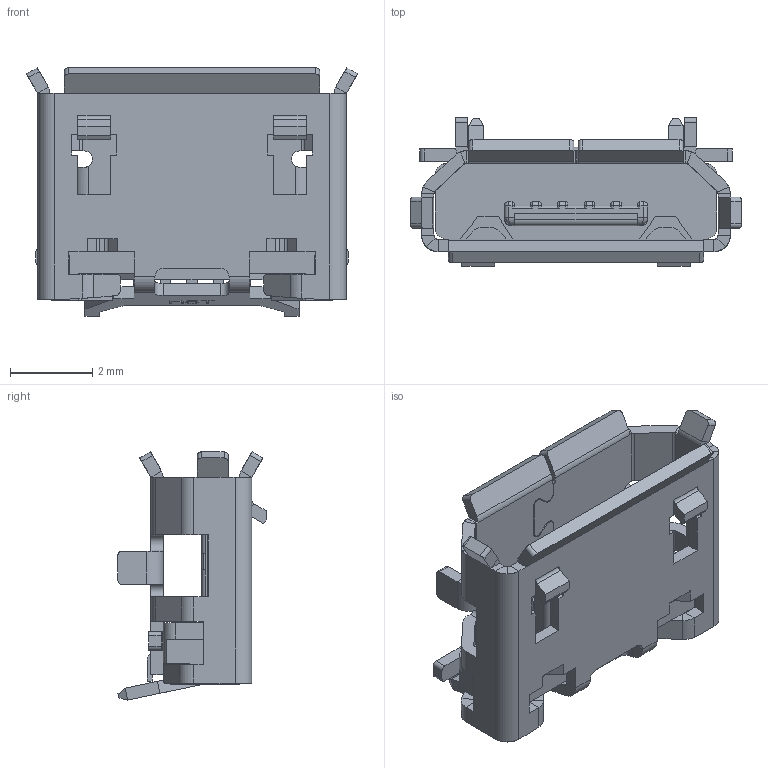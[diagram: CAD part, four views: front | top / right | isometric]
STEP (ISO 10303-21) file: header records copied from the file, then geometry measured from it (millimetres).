
FILE_DESCRIPTION(/* description */ (''),/* implementation_level */ '2;1');
FILE_NAME(/* name */ '10103594.stp',/* time_stamp */ '2016-09-20T23:23:21+10:00',/* author */ ('timw'),/* organization */ (''),/* preprocessor_version */ 'ST-DEVELOPER v15.6',/* originating_system */ 'Autodesk Inventor 2015',/* authorisation */ '');
FILE_SCHEMA (('AUTOMOTIVE_DESIGN { 1 0 10303 214 3 1 1 }'));
Length unit declared in the file: millimetre
Products named in the file (1): 10103594
Bounding box: 8.04 x 3.6 x 6.03 mm (x, y, z)
Surface area: 336.4 mm2 (no closed solid volume)
Topology: 0 solids, 1039 shells, 1039 faces, 5546 edges, 5546 vertices
Faces by surface type: plane 766, cylinder 257, bspline 14, sphere 2
Entity records: 57455 total; most frequent: CARTESIAN_POINT 12682, DIRECTION 8668, VERTEX_POINT 5546, EDGE_CURVE 5546, ORIENTED_EDGE 5546, LINE 4430, VECTOR 4430, AXIS2_PLACEMENT_3D 2119
